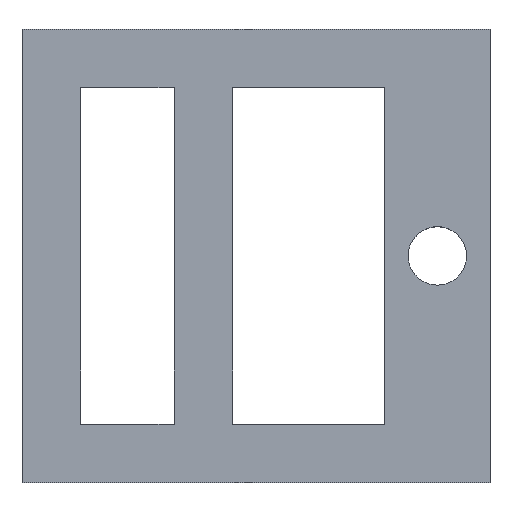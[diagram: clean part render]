
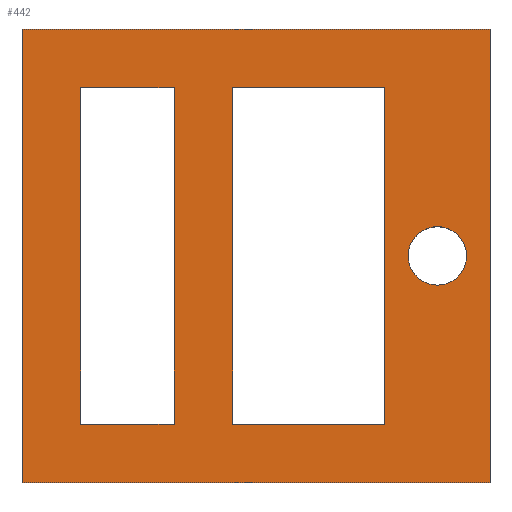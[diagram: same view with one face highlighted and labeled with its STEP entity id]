
A CAD part, top view. The second image highlights one B-rep face of the part: STEP entity #442.
In plain terms, the highlighted planar face has unit normal (0, 0, 1).
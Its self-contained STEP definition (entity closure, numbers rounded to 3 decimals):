
#15=FACE_BOUND('',#62,.T.);
#16=FACE_BOUND('',#63,.T.);
#17=FACE_BOUND('',#64,.T.);
#19=PLANE('',#479);
#40=FACE_OUTER_BOUND('',#61,.T.);
#61=EDGE_LOOP('',(#318,#319,#320,#321));
#62=EDGE_LOOP('',(#322));
#63=EDGE_LOOP('',(#323,#324,#325,#326));
#64=EDGE_LOOP('',(#327,#328,#329,#330));
#86=LINE('',#618,#147);
#87=LINE('',#620,#148);
#88=LINE('',#622,#149);
#89=LINE('',#623,#150);
#90=LINE('',#626,#151);
#91=LINE('',#628,#152);
#92=LINE('',#630,#153);
#93=LINE('',#631,#154);
#94=LINE('',#634,#155);
#95=LINE('',#636,#156);
#96=LINE('',#638,#157);
#97=LINE('',#639,#158);
#147=VECTOR('',#510,10.);
#148=VECTOR('',#511,10.);
#149=VECTOR('',#512,10.);
#150=VECTOR('',#513,10.);
#151=VECTOR('',#514,10.);
#152=VECTOR('',#515,10.);
#153=VECTOR('',#516,10.);
#154=VECTOR('',#517,10.);
#155=VECTOR('',#518,10.);
#156=VECTOR('',#519,10.);
#157=VECTOR('',#520,10.);
#158=VECTOR('',#521,10.);
#207=CIRCLE('',#477,1.);
#209=VERTEX_POINT('',#610);
#211=VERTEX_POINT('',#616);
#212=VERTEX_POINT('',#617);
#213=VERTEX_POINT('',#619);
#214=VERTEX_POINT('',#621);
#215=VERTEX_POINT('',#624);
#216=VERTEX_POINT('',#625);
#217=VERTEX_POINT('',#627);
#218=VERTEX_POINT('',#629);
#219=VERTEX_POINT('',#632);
#220=VERTEX_POINT('',#633);
#221=VERTEX_POINT('',#635);
#222=VERTEX_POINT('',#637);
#251=EDGE_CURVE('',#209,#209,#207,.T.);
#254=EDGE_CURVE('',#211,#212,#86,.T.);
#255=EDGE_CURVE('',#212,#213,#87,.T.);
#256=EDGE_CURVE('',#213,#214,#88,.T.);
#257=EDGE_CURVE('',#214,#211,#89,.T.);
#258=EDGE_CURVE('',#215,#216,#90,.T.);
#259=EDGE_CURVE('',#216,#217,#91,.T.);
#260=EDGE_CURVE('',#217,#218,#92,.T.);
#261=EDGE_CURVE('',#218,#215,#93,.T.);
#262=EDGE_CURVE('',#219,#220,#94,.T.);
#263=EDGE_CURVE('',#220,#221,#95,.T.);
#264=EDGE_CURVE('',#221,#222,#96,.T.);
#265=EDGE_CURVE('',#222,#219,#97,.T.);
#318=ORIENTED_EDGE('',*,*,#254,.T.);
#319=ORIENTED_EDGE('',*,*,#255,.T.);
#320=ORIENTED_EDGE('',*,*,#256,.T.);
#321=ORIENTED_EDGE('',*,*,#257,.T.);
#322=ORIENTED_EDGE('',*,*,#251,.T.);
#323=ORIENTED_EDGE('',*,*,#258,.T.);
#324=ORIENTED_EDGE('',*,*,#259,.T.);
#325=ORIENTED_EDGE('',*,*,#260,.T.);
#326=ORIENTED_EDGE('',*,*,#261,.T.);
#327=ORIENTED_EDGE('',*,*,#262,.T.);
#328=ORIENTED_EDGE('',*,*,#263,.T.);
#329=ORIENTED_EDGE('',*,*,#264,.T.);
#330=ORIENTED_EDGE('',*,*,#265,.T.);
#442=ADVANCED_FACE('',(#40,#15,#16,#17),#19,.T.);
#477=AXIS2_PLACEMENT_3D('',#611,#503,#504);
#479=AXIS2_PLACEMENT_3D('',#615,#508,#509);
#503=DIRECTION('center_axis',(0.,0.,
-1.));
#504=DIRECTION('ref_axis',(-1.,0.,0.));
#508=DIRECTION('center_axis',(0.,0.,
1.));
#509=DIRECTION('ref_axis',(-1.,0.,0.));
#510=DIRECTION('',(0.,1.,0.));
#511=DIRECTION('',(-1.,0.,0.));
#512=DIRECTION('',(0.,-1.,0.));
#513=DIRECTION('',(1.,0.,0.));
#514=DIRECTION('',(0.,-1.,0.));
#515=DIRECTION('',(-1.,0.,0.));
#516=DIRECTION('',(0.,1.,0.));
#517=DIRECTION('',(1.,0.,0.));
#518=DIRECTION('',(1.,0.,0.));
#519=DIRECTION('',(0.,-1.,0.));
#520=DIRECTION('',(-1.,0.,0.));
#521=DIRECTION('',(0.,1.,0.));
#610=CARTESIAN_POINT('',(-61.5,4.75,-34.6));
#611=CARTESIAN_POINT('Origin',(-62.5,4.75,-34.6));
#615=CARTESIAN_POINT('Origin',(-62.7,4.75,-34.6));
#616=CARTESIAN_POINT('',(-60.7,-3.,-34.6));
#617=CARTESIAN_POINT('',(-60.7,12.5,-34.6));
#618=CARTESIAN_POINT('',(-60.7,-3.,-34.6));
#619=CARTESIAN_POINT('',(-76.7,12.5,-34.6));
#620=CARTESIAN_POINT('',(-76.7,12.5,-34.6));
#621=CARTESIAN_POINT('',(-76.7,-3.,-34.6));
#622=CARTESIAN_POINT('',(-76.7,12.5,-34.6));
#623=CARTESIAN_POINT('',(-76.7,-3.,-34.6));
#624=CARTESIAN_POINT('',(-71.5,10.5,-34.6));
#625=CARTESIAN_POINT('',(-71.5,-1.,-34.6));
#626=CARTESIAN_POINT('',(-71.5,12.5,-34.6));
#627=CARTESIAN_POINT('',(-74.7,-1.,-34.6));
#628=CARTESIAN_POINT('',(-60.7,-1.,-34.6));
#629=CARTESIAN_POINT('',(-74.7,10.5,-34.6));
#630=CARTESIAN_POINT('',(-74.7,-3.,-34.6));
#631=CARTESIAN_POINT('',(-60.7,10.5,-34.6));
#632=CARTESIAN_POINT('',(-69.5,10.5,-34.6));
#633=CARTESIAN_POINT('',(-64.3,10.5,-34.6));
#634=CARTESIAN_POINT('',(-63.7,10.5,-34.6));
#635=CARTESIAN_POINT('',(-64.3,-1.,-34.6));
#636=CARTESIAN_POINT('',(-64.3,1.875,-34.6));
#637=CARTESIAN_POINT('',(-69.5,-1.,-34.6));
#638=CARTESIAN_POINT('',(-63.7,-1.,-34.6));
#639=CARTESIAN_POINT('',(-69.5,-3.,-34.6));
